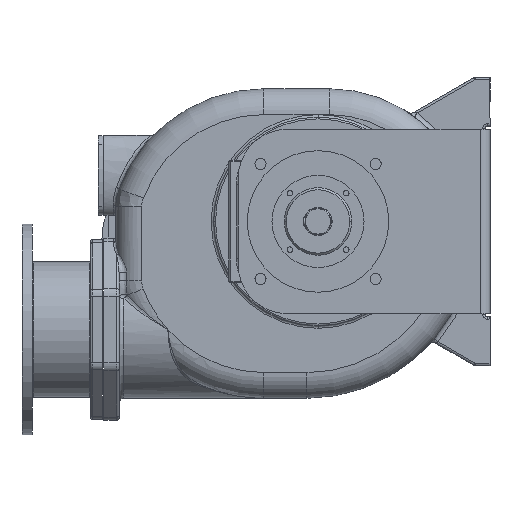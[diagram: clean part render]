
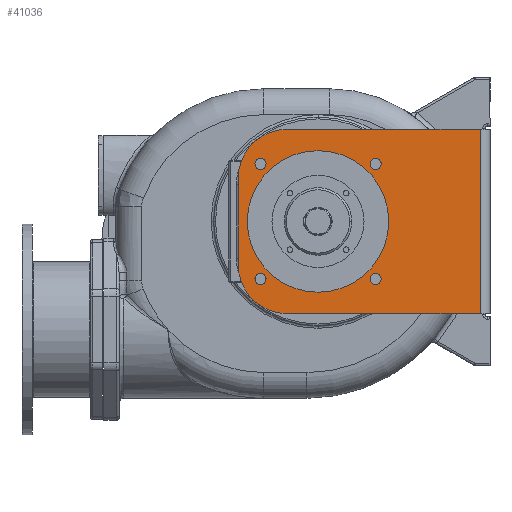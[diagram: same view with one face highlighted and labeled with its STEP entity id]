
A CAD part, left-side view. The second image highlights one B-rep face of the part: STEP entity #41036.
In plain terms, the highlighted planar face has unit normal (-1, 0, 0).
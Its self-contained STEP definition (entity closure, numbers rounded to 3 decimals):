
#15911=DIRECTION('',(0.,0.,1.));
#15912=VECTOR('',#15911,300.);
#15913=CARTESIAN_POINT('',(-557.5,16.,-150.));
#15914=LINE('',#15913,#15912);
#16090=CARTESIAN_POINT('',(-557.5,330.,-70.));
#16091=DIRECTION('',(1.,0.,0.));
#16092=DIRECTION('',(0.,0.,-1.));
#16093=AXIS2_PLACEMENT_3D('',#16090,#16091,#16092);
#16095=DIRECTION('',(0.,0.,1.));
#16096=VECTOR('',#16095,140.);
#16097=CARTESIAN_POINT('',(-557.5,410.,-70.));
#16098=LINE('',#16097,#16096);
#16099=CARTESIAN_POINT('',(-557.5,330.,70.));
#16100=DIRECTION('',(1.,0.,0.));
#16101=DIRECTION('',(0.,1.,0.));
#16102=AXIS2_PLACEMENT_3D('',#16099,#16100,#16101);
#16104=DIRECTION('',(0.,-1.,0.));
#16105=VECTOR('',#16104,314.);
#16106=CARTESIAN_POINT('',(-557.5,330.,150.));
#16107=LINE('',#16106,#16105);
#16108=DIRECTION('',(0.,1.,0.));
#16109=VECTOR('',#16108,314.);
#16110=CARTESIAN_POINT('',(-557.5,16.,-150.));
#16111=LINE('',#16110,#16109);
#16112=CARTESIAN_POINT('',(-557.5,280.,0.));
#16113=DIRECTION('',(-1.,0.,0.));
#16114=DIRECTION('',(0.,-1.,0.));
#16115=AXIS2_PLACEMENT_3D('',#16112,#16113,#16114);
#16117=CARTESIAN_POINT('',(-557.5,280.,0.));
#16118=DIRECTION('',(-1.,0.,0.));
#16119=DIRECTION('',(0.,1.,0.));
#16120=AXIS2_PLACEMENT_3D('',#16117,#16118,#16119);
#16122=CARTESIAN_POINT('',(-557.5,373.692,-93.692));
#16123=DIRECTION('',(-1.,0.,0.));
#16124=DIRECTION('',(0.,-1.,0.));
#16125=AXIS2_PLACEMENT_3D('',#16122,#16123,#16124);
#16127=CARTESIAN_POINT('',(-557.5,373.692,-93.692));
#16128=DIRECTION('',(-1.,0.,0.));
#16129=DIRECTION('',(0.,1.,0.));
#16130=AXIS2_PLACEMENT_3D('',#16127,#16128,#16129);
#16132=CARTESIAN_POINT('',(-557.5,186.308,-93.692));
#16133=DIRECTION('',(-1.,0.,0.));
#16134=DIRECTION('',(0.,0.,1.));
#16135=AXIS2_PLACEMENT_3D('',#16132,#16133,#16134);
#16137=CARTESIAN_POINT('',(-557.5,186.308,-93.692));
#16138=DIRECTION('',(-1.,0.,0.));
#16139=DIRECTION('',(0.,0.,-1.));
#16140=AXIS2_PLACEMENT_3D('',#16137,#16138,#16139);
#16142=CARTESIAN_POINT('',(-557.5,186.308,93.692));
#16143=DIRECTION('',(-1.,0.,0.));
#16144=DIRECTION('',(0.,1.,0.));
#16145=AXIS2_PLACEMENT_3D('',#16142,#16143,#16144);
#16147=CARTESIAN_POINT('',(-557.5,186.308,93.692));
#16148=DIRECTION('',(-1.,0.,0.));
#16149=DIRECTION('',(0.,-1.,0.));
#16150=AXIS2_PLACEMENT_3D('',#16147,#16148,#16149);
#16152=CARTESIAN_POINT('',(-557.5,373.692,93.692));
#16153=DIRECTION('',(-1.,0.,0.));
#16154=DIRECTION('',(0.,0.,-1.));
#16155=AXIS2_PLACEMENT_3D('',#16152,#16153,#16154);
#16157=CARTESIAN_POINT('',(-557.5,373.692,93.692));
#16158=DIRECTION('',(-1.,0.,0.));
#16159=DIRECTION('',(0.,0.,1.));
#16160=AXIS2_PLACEMENT_3D('',#16157,#16158,#16159);
#24014=CARTESIAN_POINT('',(-557.5,330.,-150.));
#24016=VERTEX_POINT('',#24014);
#24017=CARTESIAN_POINT('',(-557.5,164.8,0.));
#24018=CARTESIAN_POINT('',(-557.5,395.2,0.));
#24019=VERTEX_POINT('',#24017);
#24020=VERTEX_POINT('',#24018);
#24025=CARTESIAN_POINT('',(-557.5,16.,-150.));
#24026=VERTEX_POINT('',#24025);
#24027=CARTESIAN_POINT('',(-557.5,16.,150.));
#24028=VERTEX_POINT('',#24027);
#24029=CARTESIAN_POINT('',(-557.5,330.,150.));
#24030=VERTEX_POINT('',#24029);
#24077=CARTESIAN_POINT('',(-557.5,410.,-70.));
#24078=VERTEX_POINT('',#24077);
#24079=CARTESIAN_POINT('',(-557.5,410.,70.));
#24080=VERTEX_POINT('',#24079);
#24081=CARTESIAN_POINT('',(-557.5,364.692,-93.692));
#24082=CARTESIAN_POINT('',(-557.5,382.692,-93.692));
#24083=VERTEX_POINT('',#24081);
#24084=VERTEX_POINT('',#24082);
#24085=CARTESIAN_POINT('',(-557.5,186.308,-84.692));
#24086=CARTESIAN_POINT('',(-557.5,186.308,-102.692));
#24087=VERTEX_POINT('',#24085);
#24088=VERTEX_POINT('',#24086);
#24089=CARTESIAN_POINT('',(-557.5,195.308,93.692));
#24090=CARTESIAN_POINT('',(-557.5,177.308,93.692));
#24091=VERTEX_POINT('',#24089);
#24092=VERTEX_POINT('',#24090);
#24093=CARTESIAN_POINT('',(-557.5,373.692,84.692));
#24094=CARTESIAN_POINT('',(-557.5,373.692,102.692));
#24095=VERTEX_POINT('',#24093);
#24096=VERTEX_POINT('',#24094);
#40993=CARTESIAN_POINT('',(-557.5,280.,0.));
#40994=DIRECTION('',(1.,0.,0.));
#40995=DIRECTION('',(0.,0.,-1.));
#40996=AXIS2_PLACEMENT_3D('',#40993,#40994,#40995);
#40997=PLANE('',#40996);
#40998=ORIENTED_EDGE('',*,*,#40987,.T.);
#40999=ORIENTED_EDGE('',*,*,#40727,.T.);
#41000=ORIENTED_EDGE('',*,*,#40746,.T.);
#41001=ORIENTED_EDGE('',*,*,#40760,.T.);
#41002=ORIENTED_EDGE('',*,*,#40790,.F.);
#41003=ORIENTED_EDGE('',*,*,#40974,.T.);
#41004=EDGE_LOOP('',(#40998,#40999,#41000,#41001,#41002,#41003));
#41005=FACE_OUTER_BOUND('',#41004,.F.);
#41007=ORIENTED_EDGE('',*,*,#41006,.T.);
#41009=ORIENTED_EDGE('',*,*,#41008,.T.);
#41010=EDGE_LOOP('',(#41007,#41009));
#41011=FACE_BOUND('',#41010,.F.);
#41013=ORIENTED_EDGE('',*,*,#41012,.T.);
#41015=ORIENTED_EDGE('',*,*,#41014,.T.);
#41016=EDGE_LOOP('',(#41013,#41015));
#41017=FACE_BOUND('',#41016,.F.);
#41019=ORIENTED_EDGE('',*,*,#41018,.T.);
#41021=ORIENTED_EDGE('',*,*,#41020,.T.);
#41022=EDGE_LOOP('',(#41019,#41021));
#41023=FACE_BOUND('',#41022,.F.);
#41025=ORIENTED_EDGE('',*,*,#41024,.T.);
#41027=ORIENTED_EDGE('',*,*,#41026,.T.);
#41028=EDGE_LOOP('',(#41025,#41027));
#41029=FACE_BOUND('',#41028,.F.);
#41031=ORIENTED_EDGE('',*,*,#41030,.T.);
#41033=ORIENTED_EDGE('',*,*,#41032,.T.);
#41034=EDGE_LOOP('',(#41031,#41033));
#41035=FACE_BOUND('',#41034,.F.);
#41036=ADVANCED_FACE('',(#41005,#41011,#41017,#41023,#41029,#41035),#40997,.F.);
#16094=CIRCLE('',#16093,80.);
#16103=CIRCLE('',#16102,80.);
#16116=CIRCLE('',#16115,115.2);
#16121=CIRCLE('',#16120,115.2);
#16126=CIRCLE('',#16125,9.);
#16131=CIRCLE('',#16130,9.);
#16136=CIRCLE('',#16135,9.);
#16141=CIRCLE('',#16140,9.);
#16146=CIRCLE('',#16145,9.);
#16151=CIRCLE('',#16150,9.);
#16156=CIRCLE('',#16155,9.);
#16161=CIRCLE('',#16160,9.);
#40727=EDGE_CURVE('',#24078,#24080,#16098,.T.);
#40746=EDGE_CURVE('',#24080,#24030,#16103,.T.);
#40760=EDGE_CURVE('',#24030,#24028,#16107,.T.);
#40790=EDGE_CURVE('',#24026,#24028,#15914,.T.);
#40974=EDGE_CURVE('',#24026,#24016,#16111,.T.);
#40987=EDGE_CURVE('',#24016,#24078,#16094,.T.);
#41006=EDGE_CURVE('',#24019,#24020,#16116,.T.);
#41008=EDGE_CURVE('',#24020,#24019,#16121,.T.);
#41012=EDGE_CURVE('',#24083,#24084,#16126,.T.);
#41014=EDGE_CURVE('',#24084,#24083,#16131,.T.);
#41018=EDGE_CURVE('',#24087,#24088,#16136,.T.);
#41020=EDGE_CURVE('',#24088,#24087,#16141,.T.);
#41024=EDGE_CURVE('',#24091,#24092,#16146,.T.);
#41026=EDGE_CURVE('',#24092,#24091,#16151,.T.);
#41030=EDGE_CURVE('',#24095,#24096,#16156,.T.);
#41032=EDGE_CURVE('',#24096,#24095,#16161,.T.);
